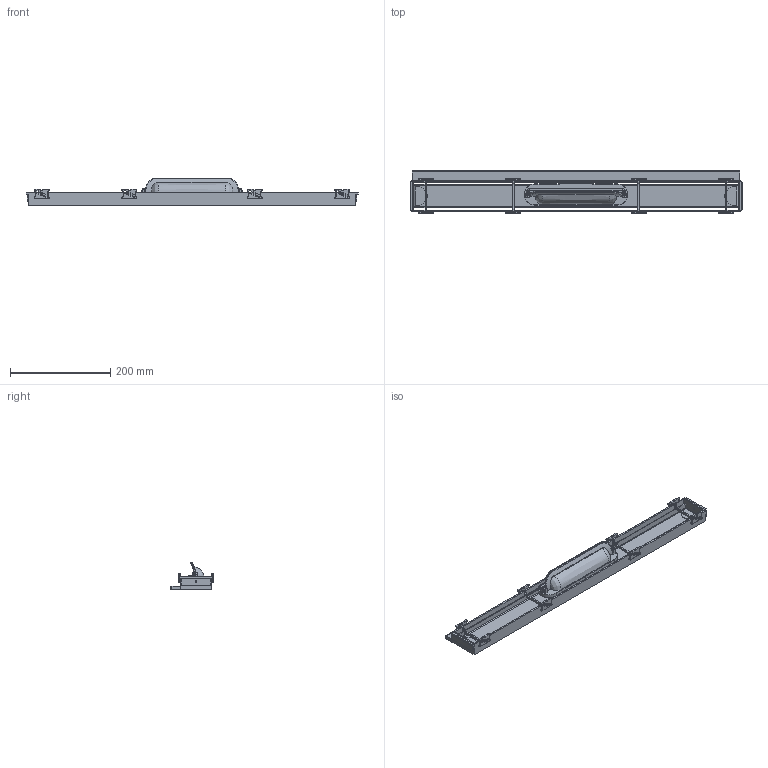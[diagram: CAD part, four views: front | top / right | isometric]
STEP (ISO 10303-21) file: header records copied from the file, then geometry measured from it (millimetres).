
FILE_DESCRIPTION(('CAx-IF Rec.Pracs.---Model Styling and Organization---1.2---2011-12-15','CAx-IF Rec.Pracs.---Geometric and Assembly Validation Properties---4.1---2014-06-16','CAx-IF Rec.Pracs.---PMI Polyline Presentation---2.0---2013-05-24'),'2;1');
FILE_NAME('1000151845_PPR_000.stp','2021-03-10T07:48:44+01:00',(''),(''),'STEP Interface 4.3 by CT CoreTechnologie','3D_Evolution4.3 by CT CoreTechnologie','');
FILE_SCHEMA(('AP203_CONFIGURATION_CONTROLLED_3D_DESIGN_OF_MECHANICAL_PARTS_AND_ASSEMBLIES_MIM_LF'));
Length unit declared in the file: millimetre
Products named in the file (11): P_2 HG RainDrain Match 700mm m.hö.v.Rah. 1000151845_PPR_000_A0; P_2 Rahmen Match 700mm 1000150443_PPA_000_A0; LIM_Endstueck Fertigset Modulo 1000149724_PPA_000_A0; P_2 Dryphon 1000149721_PPA_000_A0; P_2 Abdeckblech Fertigset Modulo 700 1000150444_PPA_000_A0; LIM_Dichtung Fertigset Modulo 700 1000149734_PPA_000_A0; P_2 Stellfuss Fertigset Modulo 1000150439_PPA_000_A0; LIM_Rost Fertigset Modulo Glas 700 1000149768_PPR_000_A0; LIM_Rost Fertigset Modulo Glas 700 1000149769_PPA_000_A0; LIM_Klebepad Fertigset Modulo Glas 700 1000149770_PPA_000_A0; LIM_Glas Fertigset Modulo Glas 700 1000149771_PPA_000_A0
Assembly tree (18 placements, depth 3):
  P_2 HG RainDrain Match 700mm m.hö.v.Rah. 1000151845_PPR_000_A0
    P_2 Rahmen Match 700mm 1000150443_PPA_000_A0
    LIM_Endstueck Fertigset Modulo 1000149724_PPA_000_A0  x2
    P_2 Dryphon 1000149721_PPA_000_A0
    P_2 Abdeckblech Fertigset Modulo 700 1000150444_PPA_000_A0
    LIM_Dichtung Fertigset Modulo 700 1000149734_PPA_000_A0
    P_2 Stellfuss Fertigset Modulo 1000150439_PPA_000_A0  x8
    LIM_Rost Fertigset Modulo Glas 700 1000149768_PPR_000_A0
      LIM_Rost Fertigset Modulo Glas 700 1000149769_PPA_000_A0
      LIM_Klebepad Fertigset Modulo Glas 700 1000149770_PPA_000_A0
      LIM_Glas Fertigset Modulo Glas 700 1000149771_PPA_000_A0
Bounding box: 663 x 84 x 55.89 mm (x, y, z)
Volume: 570987.2 mm3; surface area: 433837 mm2
Topology: 19 solids, 19 shells, 1768 faces, 4260 edges, 2519 vertices
Faces by surface type: cylinder 789, plane 607, bspline 372
Entity records: 36943 total; most frequent: CARTESIAN_POINT 9732, ORIENTED_EDGE 3900, DIRECTION 3720, EDGE_CURVE 1950, AXIS2_PLACEMENT_3D 1248, VECTOR 1224, LINE 1224, VERTEX_POINT 1201
